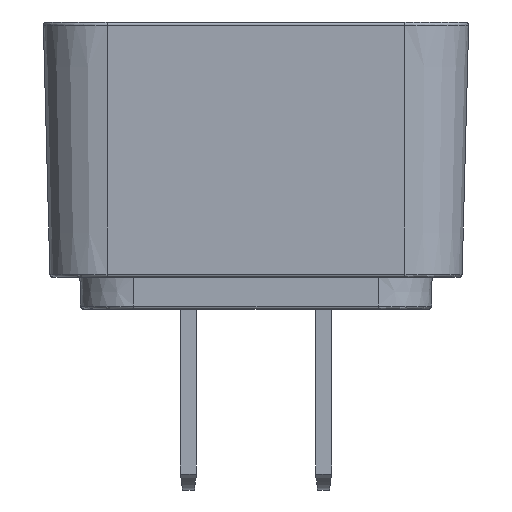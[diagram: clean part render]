
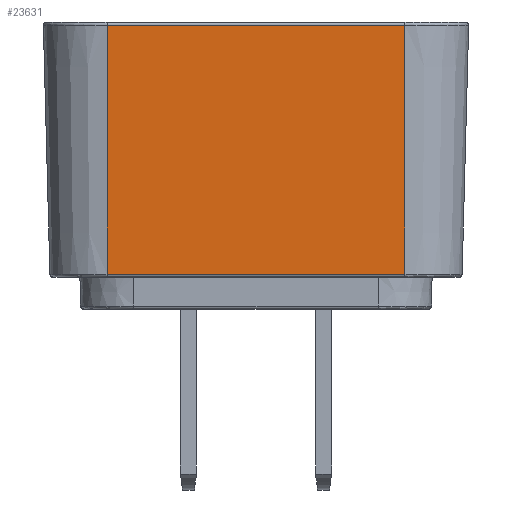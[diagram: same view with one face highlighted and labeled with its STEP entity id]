
A CAD part, left-side view. The second image highlights one B-rep face of the part: STEP entity #23631.
In plain terms, the highlighted planar face has unit normal (-1, 0, -0.026).
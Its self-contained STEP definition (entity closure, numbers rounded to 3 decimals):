
#1001 = VECTOR ( 'NONE', #11112, 1000. ) ;
#1069 = AXIS2_PLACEMENT_3D ( 'NONE', #11072, #11453, #19780 ) ;
#2140 = LINE ( 'NONE', #32317, #20563 ) ;
#2401 = CARTESIAN_POINT ( 'NONE',  ( -27.129, -14., 0.292 ) ) ;
#3746 = VECTOR ( 'NONE', #10958, 1000. ) ;
#3857 = VERTEX_POINT ( 'NONE', #25703 ) ;
#4952 = EDGE_CURVE ( 'NONE', #9515, #20399, #14920, .T. ) ;
#5916 = CARTESIAN_POINT ( 'NONE',  ( -27.75, 14., 24. ) ) ;
#6113 = FACE_OUTER_BOUND ( 'NONE', #7117, .T. ) ;
#6116 = VECTOR ( 'NONE', #29224, 1000. ) ;
#7117 = EDGE_LOOP ( 'NONE', ( #16376, #15497, #31539, #32574 ) ) ;
#9515 = VERTEX_POINT ( 'NONE', #2401 ) ;
#9804 = CARTESIAN_POINT ( 'NONE',  ( -27.129, 14., 0.292 ) ) ;
#10958 = DIRECTION ( 'NONE',  ( 0., 1., 0. ) ) ;
#11072 = CARTESIAN_POINT ( 'NONE',  ( -27.75, 15.903, 24. ) ) ;
#11112 = DIRECTION ( 'NONE',  ( -0.026, 0., 1. ) ) ;
#11453 = DIRECTION ( 'NONE',  ( -1., 0., -0.026 ) ) ;
#14920 = LINE ( 'NONE', #37061, #1001 ) ;
#15153 = DIRECTION ( 'NONE',  ( 0., 1., 0. ) ) ;
#15497 = ORIENTED_EDGE ( 'NONE', *, *, #17297, .T. ) ;
#16376 = ORIENTED_EDGE ( 'NONE', *, *, #4952, .T. ) ;
#16774 = CARTESIAN_POINT ( 'NONE',  ( -27.129, -14.164, 0.292 ) ) ;
#17297 = EDGE_CURVE ( 'NONE', #20399, #3857, #2140, .T. ) ;
#19481 = LINE ( 'NONE', #16774, #3746 ) ;
#19732 = PLANE ( 'NONE',  #1069 ) ;
#19780 = DIRECTION ( 'NONE',  ( -0.026, 0., 1. ) ) ;
#20399 = VERTEX_POINT ( 'NONE', #34935 ) ;
#20563 = VECTOR ( 'NONE', #15153, 1000. ) ;
#23631 = ADVANCED_FACE ( 'NONE', ( #6113 ), #19732, .T. ) ;
#25703 = CARTESIAN_POINT ( 'NONE',  ( -27.742, 14., 23.692 ) ) ;
#27294 = LINE ( 'NONE', #5916, #6116 ) ;
#29224 = DIRECTION ( 'NONE',  ( 0.026, 0., -1. ) ) ;
#29985 = EDGE_CURVE ( 'NONE', #3857, #35174, #27294, .T. ) ;
#31539 = ORIENTED_EDGE ( 'NONE', *, *, #29985, .T. ) ;
#32317 = CARTESIAN_POINT ( 'NONE',  ( -27.742, 15.903, 23.692 ) ) ;
#32574 = ORIENTED_EDGE ( 'NONE', *, *, #33283, .F. ) ;
#33283 = EDGE_CURVE ( 'NONE', #9515, #35174, #19481, .T. ) ;
#34935 = CARTESIAN_POINT ( 'NONE',  ( -27.742, -14., 23.692 ) ) ;
#35174 = VERTEX_POINT ( 'NONE', #9804 ) ;
#37061 = CARTESIAN_POINT ( 'NONE',  ( -27.75, -14., 24. ) ) ;
